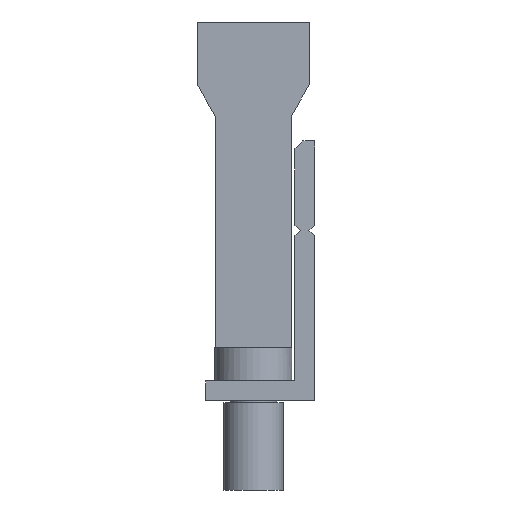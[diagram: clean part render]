
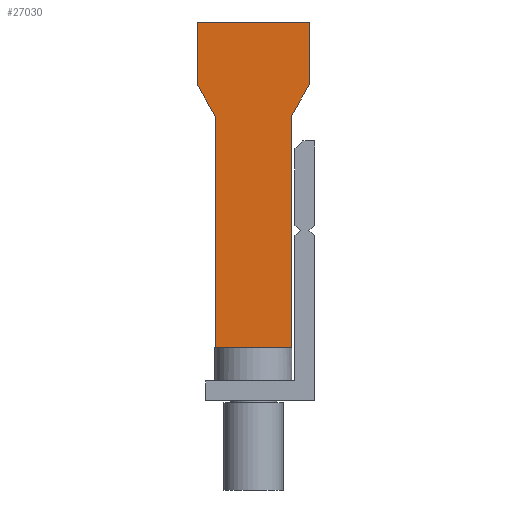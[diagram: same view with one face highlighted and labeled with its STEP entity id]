
A CAD part, left-side view. The second image highlights one B-rep face of the part: STEP entity #27030.
In plain terms, the highlighted face is planar.
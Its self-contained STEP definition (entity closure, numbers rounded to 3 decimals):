
#26320=CARTESIAN_POINT('',(72.3,-34.8,-59.95));
#26330=DIRECTION('',(0.,0.,1.));
#26340=DIRECTION('',(1.,0.,0.));
#26350=AXIS2_PLACEMENT_3D('',#26320,#26330,#26340);
#26360=PLANE('',#26350);
#26370=CARTESIAN_POINT('',(73.213,-34.8,-59.95));
#26380=DIRECTION('',(0.,1.,0.));
#26390=VECTOR('',#26380,1.);
#26400=LINE('',#26370,#26390);
#26410=CARTESIAN_POINT('',(73.213,15.8,-59.95));
#26420=VERTEX_POINT('',#26410);
#26430=CARTESIAN_POINT('',(73.213,27.45,-59.95));
#26440=VERTEX_POINT('',#26430);
#26450=EDGE_CURVE('',#26420,#26440,#26400,.T.);
#26460=ORIENTED_EDGE('',*,*,#26450,.T.);
#26470=CARTESIAN_POINT('',(72.3,15.8,-59.95));
#26480=DIRECTION('',(1.,0.,0.));
#26490=VECTOR('',#26480,1.);
#26500=LINE('',#26470,#26490);
#26510=CARTESIAN_POINT('',(77.038,15.8,-59.95));
#26520=VERTEX_POINT('',#26510);
#26530=EDGE_CURVE('',#26420,#26520,#26500,.T.);
#26540=ORIENTED_EDGE('',*,*,#26530,.F.);
#26550=CARTESIAN_POINT('',(77.038,-34.8,-59.95));
#26560=DIRECTION('',(0.,1.,0.));
#26570=VECTOR('',#26560,1.);
#26580=LINE('',#26550,#26570);
#26590=CARTESIAN_POINT('',(77.038,27.45,-59.95));
#26600=VERTEX_POINT('',#26590);
#26610=EDGE_CURVE('',#26520,#26600,#26580,.T.);
#26620=ORIENTED_EDGE('',*,*,#26610,.F.);
#26630=CARTESIAN_POINT('',(41.097,-34.8,-59.95));
#26640=DIRECTION('',(-0.5,-0.866,0.));
#26650=VECTOR('',#26640,1.);
#26660=LINE('',#26630,#26650);
#26670=CARTESIAN_POINT('',(77.95,29.03,-59.95));
#26680=VERTEX_POINT('',#26670);
#26690=EDGE_CURVE('',#26680,#26600,#26660,.T.);
#26700=ORIENTED_EDGE('',*,*,#26690,.T.);
#26710=CARTESIAN_POINT('',(77.95,-34.8,-59.95));
#26720=DIRECTION('',(0.,-1.,0.));
#26730=VECTOR('',#26720,1.);
#26740=LINE('',#26710,#26730);
#26750=CARTESIAN_POINT('',(77.95,32.2,-59.95));
#26760=VERTEX_POINT('',#26750);
#26770=EDGE_CURVE('',#26760,#26680,#26740,.T.);
#26780=ORIENTED_EDGE('',*,*,#26770,.T.);
#26790=CARTESIAN_POINT('',(72.3,32.2,-59.95));
#26800=DIRECTION('',(1.,0.,0.));
#26810=VECTOR('',#26800,1.);
#26820=LINE('',#26790,#26810);
#26830=CARTESIAN_POINT('',(72.3,32.2,-59.95));
#26840=VERTEX_POINT('',#26830);
#26850=EDGE_CURVE('',#26840,#26760,#26820,.T.);
#26860=ORIENTED_EDGE('',*,*,#26850,.T.);
#26870=CARTESIAN_POINT('',(72.3,-34.8,-59.95));
#26880=DIRECTION('',(0.,1.,0.));
#26890=VECTOR('',#26880,1.);
#26900=LINE('',#26870,#26890);
#26910=CARTESIAN_POINT('',(72.3,29.03,-59.95));
#26920=VERTEX_POINT('',#26910);
#26930=EDGE_CURVE('',#26920,#26840,#26900,.T.);
#26940=ORIENTED_EDGE('',*,*,#26930,.T.);
#26950=CARTESIAN_POINT('',(109.153,-34.8,-59.95));
#26960=DIRECTION('',(-0.5,0.866,0.));
#26970=VECTOR('',#26960,1.);
#26980=LINE('',#26950,#26970);
#26990=EDGE_CURVE('',#26440,#26920,#26980,.T.);
#27000=ORIENTED_EDGE('',*,*,#26990,.T.);
#27010=EDGE_LOOP('',(#27000,#26940,#26860,#26780,#26700,#26620,#26540,
#26460));
#27020=FACE_OUTER_BOUND('',#27010,.T.);
#27030=ADVANCED_FACE('',(#27020),#26360,.F.);
